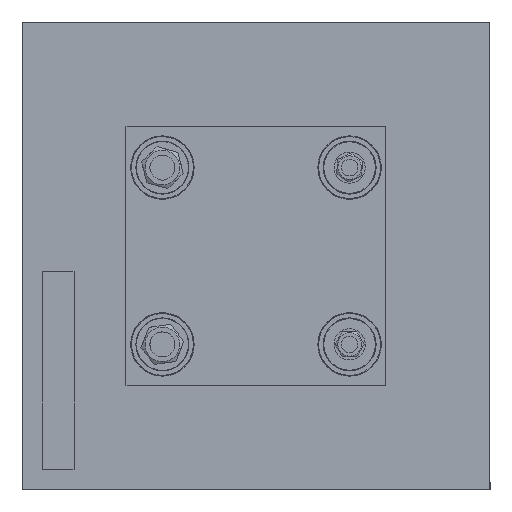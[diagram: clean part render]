
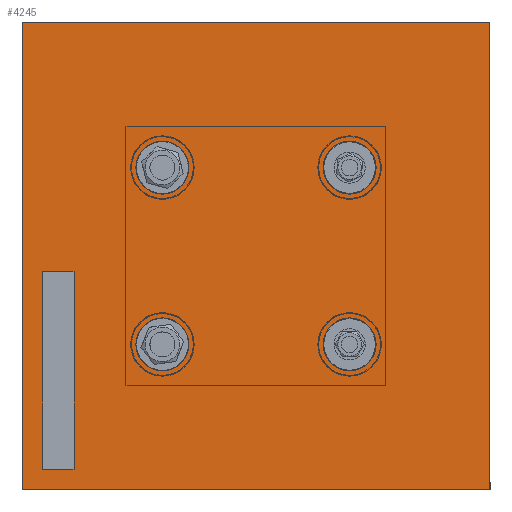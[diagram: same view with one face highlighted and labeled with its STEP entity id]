
A CAD part, left-side view. The second image highlights one B-rep face of the part: STEP entity #4245.
In plain terms, the highlighted face is planar.
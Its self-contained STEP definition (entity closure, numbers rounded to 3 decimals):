
#242=FACE_BOUND('',#1108,.T.);
#243=FACE_BOUND('',#1109,.T.);
#244=FACE_BOUND('',#1110,.T.);
#245=FACE_BOUND('',#1111,.T.);
#478=CIRCLE('',#5017,25.5);
#480=CIRCLE('',#5020,25.5);
#482=CIRCLE('',#5023,25.5);
#484=CIRCLE('',#5026,25.5);
#802=FACE_OUTER_BOUND('',#1107,.T.);
#1107=EDGE_LOOP('',(#3546,#3547,#3548,#3549));
#1108=EDGE_LOOP('',(#3550));
#1109=EDGE_LOOP('',(#3551));
#1110=EDGE_LOOP('',(#3552));
#1111=EDGE_LOOP('',(#3553));
#1460=LINE('',#7341,#1798);
#1463=LINE('',#7347,#1801);
#1466=LINE('',#7353,#1804);
#1469=LINE('',#7357,#1807);
#1798=VECTOR('',#6106,10.);
#1801=VECTOR('',#6111,10.);
#1804=VECTOR('',#6116,10.);
#1807=VECTOR('',#6121,10.);
#2112=VERTEX_POINT('',#7313);
#2114=VERTEX_POINT('',#7319);
#2116=VERTEX_POINT('',#7325);
#2118=VERTEX_POINT('',#7331);
#2121=VERTEX_POINT('',#7338);
#2122=VERTEX_POINT('',#7340);
#2124=VERTEX_POINT('',#7346);
#2126=VERTEX_POINT('',#7352);
#2595=EDGE_CURVE('',#2112,#2112,#478,.T.);
#2598=EDGE_CURVE('',#2114,#2114,#480,.T.);
#2601=EDGE_CURVE('',#2116,#2116,#482,.T.);
#2604=EDGE_CURVE('',#2118,#2118,#484,.T.);
#2607=EDGE_CURVE('',#2122,#2121,#1460,.T.);
#2610=EDGE_CURVE('',#2124,#2122,#1463,.T.);
#2613=EDGE_CURVE('',#2126,#2124,#1466,.T.);
#2616=EDGE_CURVE('',#2121,#2126,#1469,.T.);
#3546=ORIENTED_EDGE('',*,*,#2616,.T.);
#3547=ORIENTED_EDGE('',*,*,#2613,.T.);
#3548=ORIENTED_EDGE('',*,*,#2610,.T.);
#3549=ORIENTED_EDGE('',*,*,#2607,.T.);
#3550=ORIENTED_EDGE('',*,*,#2595,.T.);
#3551=ORIENTED_EDGE('',*,*,#2598,.T.);
#3552=ORIENTED_EDGE('',*,*,#2601,.T.);
#3553=ORIENTED_EDGE('',*,*,#2604,.T.);
#3999=PLANE('',#5032);
#4245=ADVANCED_FACE('',(#802,#242,#243,#244,#245),#3999,.T.);
#5017=AXIS2_PLACEMENT_3D('',#7315,#6079,#6080);
#5020=AXIS2_PLACEMENT_3D('',#7321,#6086,#6087);
#5023=AXIS2_PLACEMENT_3D('',#7327,#6093,#6094);
#5026=AXIS2_PLACEMENT_3D('',#7333,#6100,#6101);
#5032=AXIS2_PLACEMENT_3D('',#7359,#6124,#6125);
#6079=DIRECTION('center_axis',(0.,0.,-1.));
#6080=DIRECTION('ref_axis',(-1.,0.,0.));
#6086=DIRECTION('center_axis',(0.,0.,-1.));
#6087=DIRECTION('ref_axis',(-1.,0.,0.));
#6093=DIRECTION('center_axis',(0.,0.,-1.));
#6094=DIRECTION('ref_axis',(-1.,0.,0.));
#6100=DIRECTION('center_axis',(0.,0.,-1.));
#6101=DIRECTION('ref_axis',(-1.,0.,0.));
#6106=DIRECTION('',(0.,1.,0.));
#6111=DIRECTION('',(1.,0.,0.));
#6116=DIRECTION('',(0.,-1.,0.));
#6121=DIRECTION('',(-1.,0.,0.));
#6124=DIRECTION('center_axis',(0.,0.,1.));
#6125=DIRECTION('ref_axis',(1.,0.,0.));
#7313=CARTESIAN_POINT('',(-148.519,-104.408,2.));
#7315=CARTESIAN_POINT('Origin',(-174.019,-104.408,2.));
#7319=CARTESIAN_POINT('',(21.481,-104.408,2.));
#7321=CARTESIAN_POINT('Origin',(-4.019,-104.408,2.));
#7325=CARTESIAN_POINT('',(21.481,75.592,2.));
#7327=CARTESIAN_POINT('Origin',(-4.019,75.592,2.));
#7331=CARTESIAN_POINT('',(-148.519,75.592,2.));
#7333=CARTESIAN_POINT('Origin',(-174.019,75.592,2.));
#7338=CARTESIAN_POINT('',(135.981,210.592,2.));
#7340=CARTESIAN_POINT('',(135.981,-239.408,2.));
#7341=CARTESIAN_POINT('',(135.981,210.592,2.));
#7346=CARTESIAN_POINT('',(-314.019,-239.408,2.));
#7347=CARTESIAN_POINT('',(135.981,-239.408,2.));
#7352=CARTESIAN_POINT('',(-314.019,210.592,2.));
#7353=CARTESIAN_POINT('',(-314.019,-239.408,2.));
#7357=CARTESIAN_POINT('',(-314.019,210.592,2.));
#7359=CARTESIAN_POINT('Origin',(-89.019,-14.408,2.));
